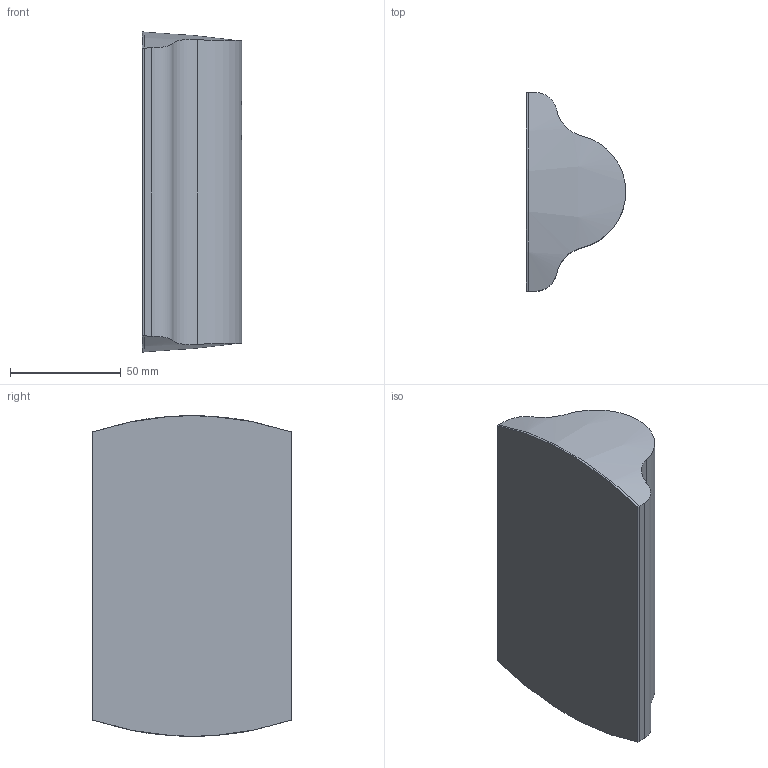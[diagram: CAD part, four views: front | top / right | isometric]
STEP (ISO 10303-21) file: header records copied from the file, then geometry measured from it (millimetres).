
FILE_DESCRIPTION(/* description */ ('Unknown'),/* implementation_level */ '2;1');
FILE_NAME(/* name */ '37751001',/* time_stamp */ '2022-09-08T15:25:39+02:00',/* author */ ('Unknown'),/* organization */ ('GROHE AG'),/* preprocessor_version */ 'ST-DEVELOPER v16.7',/* originating_system */ 'DEX',/* authorisation */ $);
FILE_SCHEMA (('AUTOMOTIVE_DESIGN {1 0 10303 214 3 1 1}'));
Length unit declared in the file: millimetre
Products named in the file (3): 37751001; id11; OVAL_5 20100827
Assembly tree (2 placements, depth 2):
  37751001
    id11
    OVAL_5 20100827
Bounding box: 45 x 90 x 144.97 mm (x, y, z)
Surface area: 36828.6 mm2 (no closed solid volume)
Topology: 0 solids, 2 shells, 16 faces, 40 edges, 27 vertices
Faces by surface type: cylinder 6, bspline 5, plane 5
Entity records: 1017 total; most frequent: CARTESIAN_POINT 631, ORIENTED_EDGE 73, EDGE_CURVE 40, DIRECTION 40, B_SPLINE_CURVE_WITH_KNOTS 28, VERTEX_POINT 27, EDGE_LOOP 16, FACE_BOUND 16
